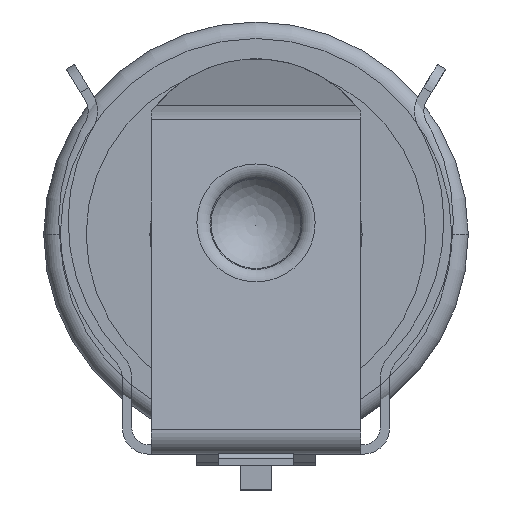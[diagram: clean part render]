
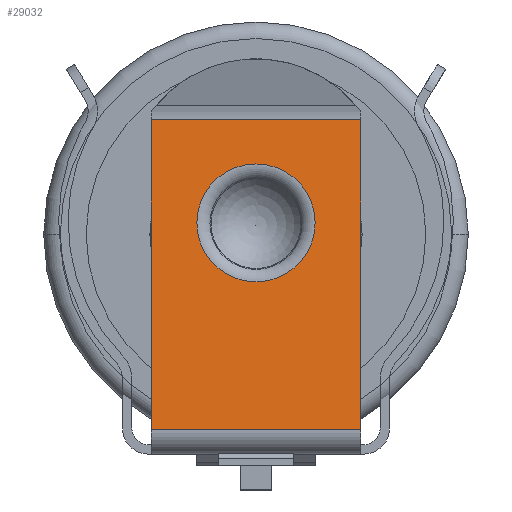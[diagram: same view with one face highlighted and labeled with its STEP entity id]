
A CAD part, front view. The second image highlights one B-rep face of the part: STEP entity #29032.
In plain terms, the highlighted face is planar.
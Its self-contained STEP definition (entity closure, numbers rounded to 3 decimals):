
#24178 = CYLINDRICAL_SURFACE('',#24179,0.973);
#24179 = AXIS2_PLACEMENT_3D('',#24180,#24181,#24182);
#24180 = CARTESIAN_POINT('',(4.445,7.385,-14.35));
#24181 = DIRECTION('',(-1.,0.,0.));
#24182 = DIRECTION('',(0.,0.,1.));
#24206 = PLANE('',#24207);
#24207 = AXIS2_PLACEMENT_3D('',#24208,#24209,#24210);
#24208 = CARTESIAN_POINT('',(4.445,7.385,-14.35));
#24209 = DIRECTION('',(1.,0.,0.));
#24210 = DIRECTION('',(0.,1.,0.));
#24430 = PLANE('',#24431);
#24431 = AXIS2_PLACEMENT_3D('',#24432,#24433,#24434);
#24432 = CARTESIAN_POINT('',(-4.445,7.385,-14.35));
#24433 = DIRECTION('',(1.,0.,0.));
#24434 = DIRECTION('',(0.,1.,0.));
#24571 = VERTEX_POINT('',#24572);
#24572 = CARTESIAN_POINT('',(-4.445,8.354,-14.265));
#24598 = EDGE_CURVE('',#24599,#24571,#24601,.T.);
#24599 = VERTEX_POINT('',#24600);
#24600 = CARTESIAN_POINT('',(4.445,8.354,-14.265));
#24601 = SURFACE_CURVE('',#24602,(#24606,#24613),.PCURVE_S1.);
#24602 = LINE('',#24603,#24604);
#24603 = CARTESIAN_POINT('',(4.445,8.354,-14.265));
#24604 = VECTOR('',#24605,1.);
#24605 = DIRECTION('',(-1.,0.,0.));
#24606 = PCURVE('',#24178,#24607);
#24607 = DEFINITIONAL_REPRESENTATION('',(#24608),#24612);
#24608 = LINE('',#24609,#24610);
#24609 = CARTESIAN_POINT('',(1.483,0.));
#24610 = VECTOR('',#24611,1.);
#24611 = DIRECTION('',(0.,1.));
#24612 = ( GEOMETRIC_REPRESENTATION_CONTEXT(2) 
PARAMETRIC_REPRESENTATION_CONTEXT() REPRESENTATION_CONTEXT('2D SPACE',''
  ) );
#24613 = PCURVE('',#24614,#24619);
#24614 = PLANE('',#24615);
#24615 = AXIS2_PLACEMENT_3D('',#24616,#24617,#24618);
#24616 = CARTESIAN_POINT('',(4.445,8.354,-14.265));
#24617 = DIRECTION('',(0.,0.996,0.087));
#24618 = DIRECTION('',(0.,-0.087,0.996));
#24619 = DEFINITIONAL_REPRESENTATION('',(#24620),#24624);
#24620 = LINE('',#24621,#24622);
#24621 = CARTESIAN_POINT('',(0.,0.));
#24622 = VECTOR('',#24623,1.);
#24623 = DIRECTION('',(0.,-1.));
#24624 = ( GEOMETRIC_REPRESENTATION_CONTEXT(2) 
PARAMETRIC_REPRESENTATION_CONTEXT() REPRESENTATION_CONTEXT('2D SPACE',''
  ) );
#25170 = CYLINDRICAL_SURFACE('',#25171,1.692);
#25171 = AXIS2_PLACEMENT_3D('',#25172,#25173,#25174);
#25172 = CARTESIAN_POINT('',(4.445,8.889,-1.004));
#25173 = DIRECTION('',(-1.,0.,0.));
#25174 = DIRECTION('',(0.,0.,1.));
#25275 = VERTEX_POINT('',#25276);
#25276 = CARTESIAN_POINT('',(-4.445,7.204,-1.151));
#25298 = EDGE_CURVE('',#25299,#25275,#25301,.T.);
#25299 = VERTEX_POINT('',#25300);
#25300 = CARTESIAN_POINT('',(4.445,7.204,-1.151));
#25301 = SURFACE_CURVE('',#25302,(#25306,#25313),.PCURVE_S1.);
#25302 = LINE('',#25303,#25304);
#25303 = CARTESIAN_POINT('',(4.445,7.204,-1.151));
#25304 = VECTOR('',#25305,1.);
#25305 = DIRECTION('',(-1.,0.,0.));
#25306 = PCURVE('',#25170,#25307);
#25307 = DEFINITIONAL_REPRESENTATION('',(#25308),#25312);
#25308 = LINE('',#25309,#25310);
#25309 = CARTESIAN_POINT('',(4.625,0.));
#25310 = VECTOR('',#25311,1.);
#25311 = DIRECTION('',(0.,1.));
#25312 = ( GEOMETRIC_REPRESENTATION_CONTEXT(2) 
PARAMETRIC_REPRESENTATION_CONTEXT() REPRESENTATION_CONTEXT('2D SPACE',''
  ) );
#25313 = PCURVE('',#24614,#25314);
#25314 = DEFINITIONAL_REPRESENTATION('',(#25315),#25319);
#25315 = LINE('',#25316,#25317);
#25316 = CARTESIAN_POINT('',(13.163,0.));
#25317 = VECTOR('',#25318,1.);
#25318 = DIRECTION('',(0.,-1.));
#25319 = ( GEOMETRIC_REPRESENTATION_CONTEXT(2) 
PARAMETRIC_REPRESENTATION_CONTEXT() REPRESENTATION_CONTEXT('2D SPACE',''
  ) );
#29032 = ADVANCED_FACE('',(#29033,#29064),#24614,.T.);
#29033 = FACE_BOUND('',#29034,.T.);
#29034 = EDGE_LOOP('',(#29035));
#29035 = ORIENTED_EDGE('',*,*,#29036,.F.);
#29036 = EDGE_CURVE('',#29037,#29037,#29039,.T.);
#29037 = VERTEX_POINT('',#29038);
#29038 = CARTESIAN_POINT('',(0.,7.367,
    -3.017));
#29039 = SURFACE_CURVE('',#29040,(#29045,#29052),.PCURVE_S1.);
#29040 = CIRCLE('',#29041,2.508);
#29041 = AXIS2_PLACEMENT_3D('',#29042,#29043,#29044);
#29042 = CARTESIAN_POINT('',(0.,7.587,
    -5.516));
#29043 = DIRECTION('',(0.,0.996,0.087));
#29044 = DIRECTION('',(0.,-0.087,0.996));
#29045 = PCURVE('',#24614,#29046);
#29046 = DEFINITIONAL_REPRESENTATION('',(#29047),#29051);
#29047 = CIRCLE('',#29048,2.508);
#29048 = AXIS2_PLACEMENT_2D('',#29049,#29050);
#29049 = CARTESIAN_POINT('',(8.782,-4.445));
#29050 = DIRECTION('',(1.,0.));
#29051 = ( GEOMETRIC_REPRESENTATION_CONTEXT(2) 
PARAMETRIC_REPRESENTATION_CONTEXT() REPRESENTATION_CONTEXT('2D SPACE',''
  ) );
#29052 = PCURVE('',#29053,#29058);
#29053 = TOROIDAL_SURFACE('',#29054,2.508,0.637);
#29054 = AXIS2_PLACEMENT_3D('',#29055,#29056,#29057);
#29055 = CARTESIAN_POINT('',(0.,6.953,
    -5.571));
#29056 = DIRECTION('',(0.,0.996,0.087));
#29057 = DIRECTION('',(0.,-0.087,0.996));
#29058 = DEFINITIONAL_REPRESENTATION('',(#29059),#29063);
#29059 = LINE('',#29060,#29061);
#29060 = CARTESIAN_POINT('',(0.,7.854));
#29061 = VECTOR('',#29062,1.);
#29062 = DIRECTION('',(1.,0.));
#29063 = ( GEOMETRIC_REPRESENTATION_CONTEXT(2) 
PARAMETRIC_REPRESENTATION_CONTEXT() REPRESENTATION_CONTEXT('2D SPACE',''
  ) );
#29064 = FACE_BOUND('',#29065,.T.);
#29065 = EDGE_LOOP('',(#29066,#29087,#29088,#29109));
#29066 = ORIENTED_EDGE('',*,*,#29067,.F.);
#29067 = EDGE_CURVE('',#25275,#24571,#29068,.T.);
#29068 = SURFACE_CURVE('',#29069,(#29073,#29080),.PCURVE_S1.);
#29069 = LINE('',#29070,#29071);
#29070 = CARTESIAN_POINT('',(-4.445,8.354,-14.265));
#29071 = VECTOR('',#29072,1.);
#29072 = DIRECTION('',(0.,0.087,
    -0.996));
#29073 = PCURVE('',#24614,#29074);
#29074 = DEFINITIONAL_REPRESENTATION('',(#29075),#29079);
#29075 = LINE('',#29076,#29077);
#29076 = CARTESIAN_POINT('',(0.,-8.89));
#29077 = VECTOR('',#29078,1.);
#29078 = DIRECTION('',(-1.,0.));
#29079 = ( GEOMETRIC_REPRESENTATION_CONTEXT(2) 
PARAMETRIC_REPRESENTATION_CONTEXT() REPRESENTATION_CONTEXT('2D SPACE',''
  ) );
#29080 = PCURVE('',#24430,#29081);
#29081 = DEFINITIONAL_REPRESENTATION('',(#29082),#29086);
#29082 = LINE('',#29083,#29084);
#29083 = CARTESIAN_POINT('',(0.97,0.085));
#29084 = VECTOR('',#29085,1.);
#29085 = DIRECTION('',(0.087,-0.996));
#29086 = ( GEOMETRIC_REPRESENTATION_CONTEXT(2) 
PARAMETRIC_REPRESENTATION_CONTEXT() REPRESENTATION_CONTEXT('2D SPACE',''
  ) );
#29087 = ORIENTED_EDGE('',*,*,#25298,.F.);
#29088 = ORIENTED_EDGE('',*,*,#29089,.T.);
#29089 = EDGE_CURVE('',#25299,#24599,#29090,.T.);
#29090 = SURFACE_CURVE('',#29091,(#29095,#29102),.PCURVE_S1.);
#29091 = LINE('',#29092,#29093);
#29092 = CARTESIAN_POINT('',(4.445,8.354,-14.265));
#29093 = VECTOR('',#29094,1.);
#29094 = DIRECTION('',(0.,0.087,
    -0.996));
#29095 = PCURVE('',#24614,#29096);
#29096 = DEFINITIONAL_REPRESENTATION('',(#29097),#29101);
#29097 = LINE('',#29098,#29099);
#29098 = CARTESIAN_POINT('',(0.,0.));
#29099 = VECTOR('',#29100,1.);
#29100 = DIRECTION('',(-1.,0.));
#29101 = ( GEOMETRIC_REPRESENTATION_CONTEXT(2) 
PARAMETRIC_REPRESENTATION_CONTEXT() REPRESENTATION_CONTEXT('2D SPACE',''
  ) );
#29102 = PCURVE('',#24206,#29103);
#29103 = DEFINITIONAL_REPRESENTATION('',(#29104),#29108);
#29104 = LINE('',#29105,#29106);
#29105 = CARTESIAN_POINT('',(0.97,0.085));
#29106 = VECTOR('',#29107,1.);
#29107 = DIRECTION('',(0.087,-0.996));
#29108 = ( GEOMETRIC_REPRESENTATION_CONTEXT(2) 
PARAMETRIC_REPRESENTATION_CONTEXT() REPRESENTATION_CONTEXT('2D SPACE',''
  ) );
#29109 = ORIENTED_EDGE('',*,*,#24598,.T.);
